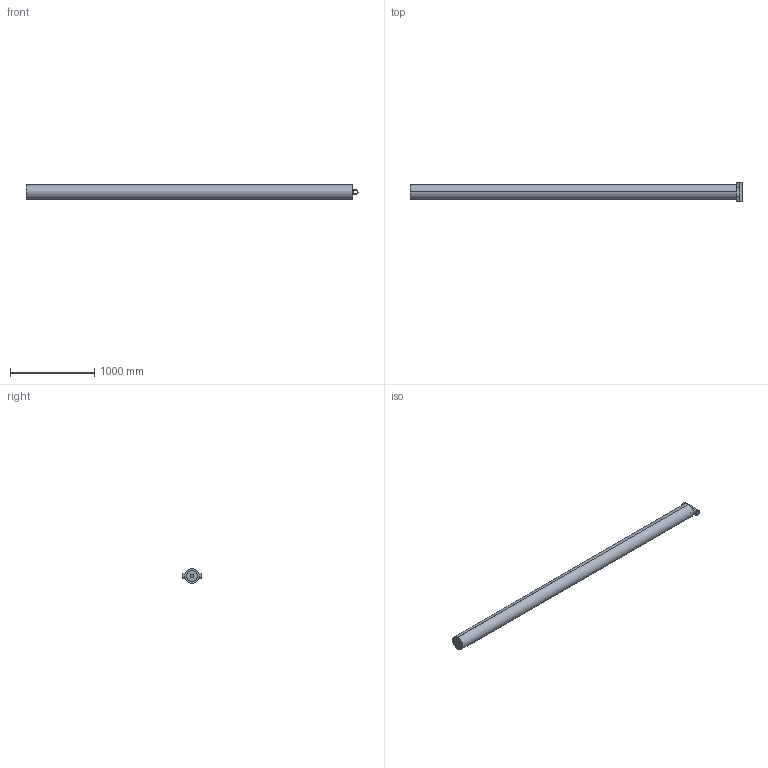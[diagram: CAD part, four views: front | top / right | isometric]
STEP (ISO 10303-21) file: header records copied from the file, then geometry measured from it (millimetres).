
FILE_DESCRIPTION (( 'STEP AP203' ), '1' );
FILE_NAME ('cilindar_trans2_Default_sldprt.STEP', '2019-03-29T15:34:12', ( '' ), ( '' ), 'SwSTEP 2.0', 'SolidWorks 2018', '' );
FILE_SCHEMA (( 'CONFIG_CONTROL_DESIGN' ));
Length unit declared in the file: millimetre
Products named in the file (1): cilindar_trans2_Default_sldprt
Bounding box: 3931 x 230 x 170 mm (x, y, z)
Volume: 20504850.6 mm3; surface area: 4027342.7 mm2
Topology: 1 solids, 1 shells, 27 faces, 56 edges, 36 vertices
Faces by surface type: cylinder 15, plane 12
Entity records: 809 total; most frequent: DIRECTION 142, CARTESIAN_POINT 120, ORIENTED_EDGE 112, AXIS2_PLACEMENT_3D 58, EDGE_CURVE 56, VERTEX_POINT 36, EDGE_LOOP 34, CIRCLE 30
